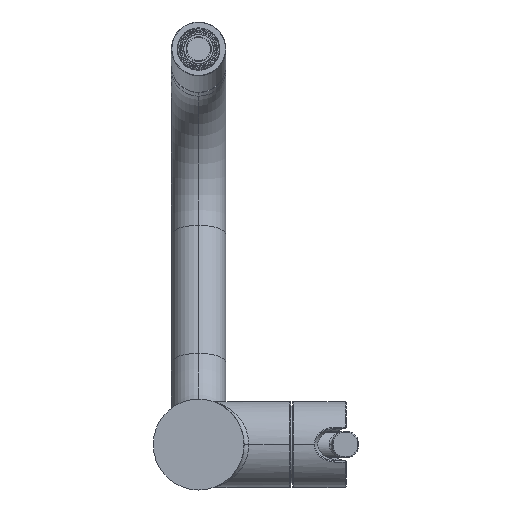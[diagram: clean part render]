
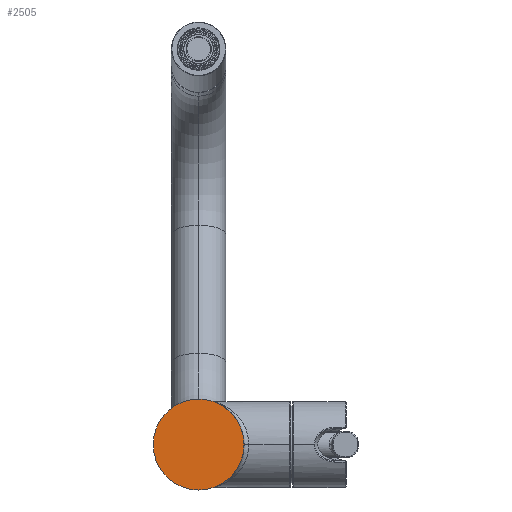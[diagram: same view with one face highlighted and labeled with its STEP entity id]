
A CAD part, front view. The second image highlights one B-rep face of the part: STEP entity #2505.
In plain terms, the highlighted planar face has unit normal (0, -1, 0).
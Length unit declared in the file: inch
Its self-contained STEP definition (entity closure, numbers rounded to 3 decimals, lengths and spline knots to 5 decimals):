
#37=CARTESIAN_POINT('',(0.,0.35,0.));
#38=DIRECTION('',(0.,-1.,0.));
#39=DIRECTION('',(-1.,0.,0.));
#40=AXIS2_PLACEMENT_3D('',#37,#38,#39);
#155=CARTESIAN_POINT('',(0.,0.35,0.));
#156=DIRECTION('',(0.,-1.,0.));
#157=DIRECTION('',(1.,0.,0.));
#158=AXIS2_PLACEMENT_3D('',#155,#156,#157);
#2238=CARTESIAN_POINT('',(0.95,0.35,0.));
#2239=CARTESIAN_POINT('',(-0.95,0.35,0.));
#2240=VERTEX_POINT('',#2238);
#2241=VERTEX_POINT('',#2239);
#2495=CARTESIAN_POINT('',(0.,0.35,0.));
#2496=DIRECTION('',(0.,-1.,0.));
#2497=DIRECTION('',(-1.,0.,0.));
#2498=AXIS2_PLACEMENT_3D('',#2495,#2496,#2497);
#2499=PLANE('',#2498);
#2501=ORIENTED_EDGE('',*,*,#2500,.F.);
#2502=ORIENTED_EDGE('',*,*,#2481,.F.);
#2503=EDGE_LOOP('',(#2501,#2502));
#2504=FACE_OUTER_BOUND('',#2503,.F.);
#2505=ADVANCED_FACE('',(#2504),#2499,.T.);
#41=CIRCLE('',#40,0.95);
#159=CIRCLE('',#158,0.95);
#2481=EDGE_CURVE('',#2241,#2240,#41,.T.);
#2500=EDGE_CURVE('',#2240,#2241,#159,.T.);
